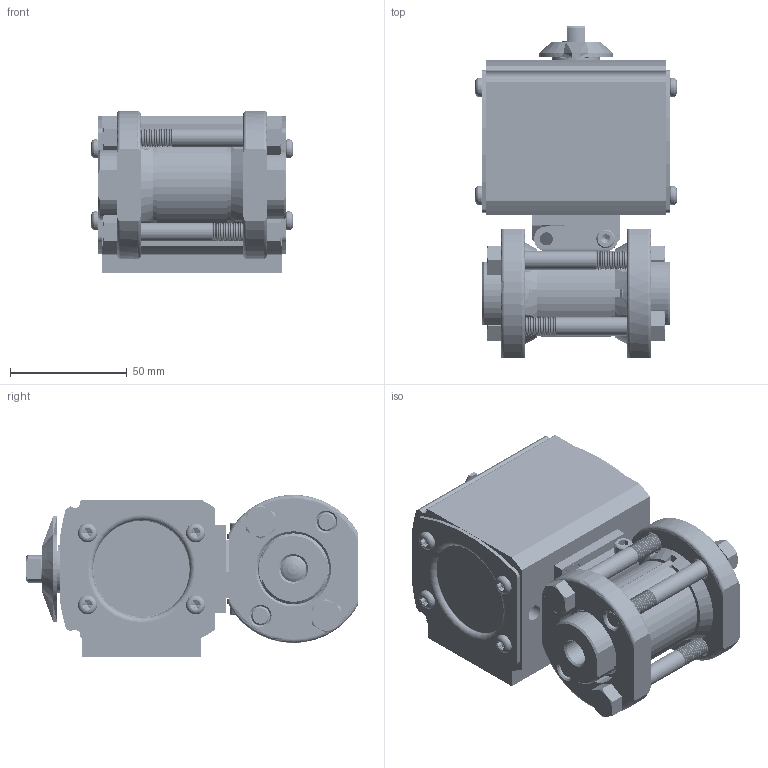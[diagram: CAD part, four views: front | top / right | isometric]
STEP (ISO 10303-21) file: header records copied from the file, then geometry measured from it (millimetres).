
FILE_DESCRIPTION (( 'STEP AP203' ), '1' );
FILE_NAME ('24XXSEFA512D.step', '2018-09-04T19:00:50', ( '' ), ( '' ), 'SwSTEP 2.0', 'SolidWorks 2018', '' );
FILE_SCHEMA (( 'CONFIG_CONTROL_DESIGN' ));
Products named in the file (1): 24XXSEFA512D
Bounding box: 86.49 x 142.33 x 69.6 mm (x, y, z)
Volume: 360841.1 mm3; surface area: 138517.5 mm2
Topology: 36 solids, 36 shells, 2971 faces, 8139 edges, 5255 vertices
Faces by surface type: cylinder 1439, cone 870, plane 470, torus 116, bspline 74, sphere 2
Entity records: 124487 total; most frequent: CARTESIAN_POINT 52219, ORIENTED_EDGE 16026, DIRECTION 14771, EDGE_CURVE 8013, AXIS2_PLACEMENT_3D 5924, VERTEX_POINT 5251, EDGE_LOOP 3206, CIRCLE 3026
